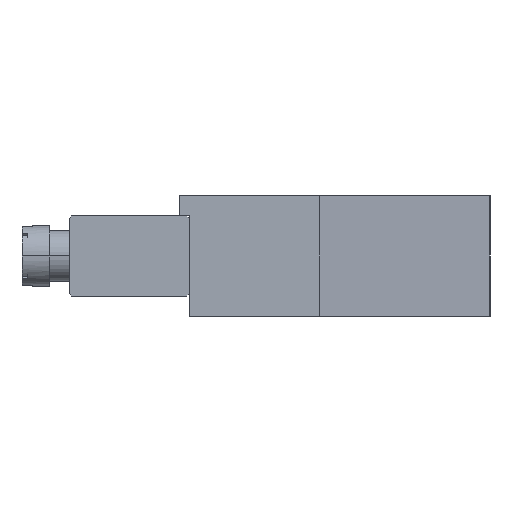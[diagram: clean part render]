
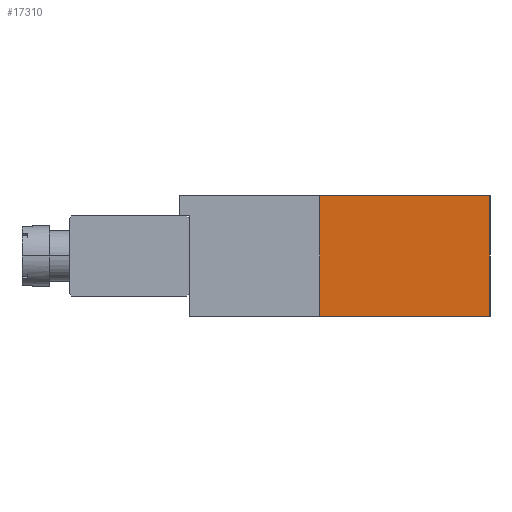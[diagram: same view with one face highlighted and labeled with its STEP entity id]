
A CAD part, left-side view. The second image highlights one B-rep face of the part: STEP entity #17310.
In plain terms, the highlighted planar face has unit normal (-0.62, -0.784, 0).
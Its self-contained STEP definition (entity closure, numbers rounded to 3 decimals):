
#1101 = EDGE_CURVE ( 'NONE', #16551, #18947, #23308, .T. ) ;
#1530 = DIRECTION ( 'NONE',  ( 0., 0., 1. ) ) ;
#2571 = CARTESIAN_POINT ( 'NONE',  ( -21.5, -30., -12. ) ) ;
#3731 = DIRECTION ( 'NONE',  ( -0.62, -0.784, 0. ) ) ;
#4101 = EDGE_CURVE ( 'NONE', #15927, #21238, #9936, .T. ) ;
#7019 = DIRECTION ( 'NONE',  ( 0., 0., 1. ) ) ;
#7975 = CARTESIAN_POINT ( 'NONE',  ( -21.5, -30., -12. ) ) ;
#8292 = CARTESIAN_POINT ( 'NONE',  ( -43., -13., -12. ) ) ;
#9286 = DIRECTION ( 'NONE',  ( 0.784, -0.62, 0. ) ) ;
#9473 = LINE ( 'NONE', #8292, #21024 ) ;
#9936 = LINE ( 'NONE', #24559, #15396 ) ;
#13244 = DIRECTION ( 'NONE',  ( 0.784, -0.62, 0. ) ) ;
#13273 = EDGE_CURVE ( 'NONE', #18947, #21238, #14185, .T. ) ;
#14185 = LINE ( 'NONE', #20957, #26188 ) ;
#14865 = AXIS2_PLACEMENT_3D ( 'NONE', #17503, #3731, #19799 ) ;
#15396 = VECTOR ( 'NONE', #13244, 1000. ) ;
#15927 = VERTEX_POINT ( 'NONE', #19384 ) ;
#16276 = ORIENTED_EDGE ( 'NONE', *, *, #22438, .F. ) ;
#16551 = VERTEX_POINT ( 'NONE', #17587 ) ;
#17007 = ORIENTED_EDGE ( 'NONE', *, *, #13273, .T. ) ;
#17310 = ADVANCED_FACE ( 'NONE', ( #20840 ), #24165, .T. ) ;
#17503 = CARTESIAN_POINT ( 'NONE',  ( -21.5, -30., -12. ) ) ;
#17587 = CARTESIAN_POINT ( 'NONE',  ( -43., -13., -12. ) ) ;
#18947 = VERTEX_POINT ( 'NONE', #7975 ) ;
#19384 = CARTESIAN_POINT ( 'NONE',  ( -43., -13., 0. ) ) ;
#19799 = DIRECTION ( 'NONE',  ( 0.784, -0.62, 0. ) ) ;
#20840 = FACE_OUTER_BOUND ( 'NONE', #27613, .T. ) ;
#20957 = CARTESIAN_POINT ( 'NONE',  ( -21.5, -30., -12. ) ) ;
#21024 = VECTOR ( 'NONE', #1530, 1000. ) ;
#21238 = VERTEX_POINT ( 'NONE', #28553 ) ;
#22326 = ORIENTED_EDGE ( 'NONE', *, *, #1101, .T. ) ;
#22438 = EDGE_CURVE ( 'NONE', #16551, #15927, #9473, .T. ) ;
#23308 = LINE ( 'NONE', #2571, #28483 ) ;
#24165 = PLANE ( 'NONE',  #14865 ) ;
#24559 = CARTESIAN_POINT ( 'NONE',  ( -21.5, -30., 0. ) ) ;
#26188 = VECTOR ( 'NONE', #7019, 1000. ) ;
#27482 = ORIENTED_EDGE ( 'NONE', *, *, #4101, .F. ) ;
#27613 = EDGE_LOOP ( 'NONE', ( #27482, #16276, #22326, #17007 ) ) ;
#28483 = VECTOR ( 'NONE', #9286, 1000. ) ;
#28553 = CARTESIAN_POINT ( 'NONE',  ( -21.5, -30., 0. ) ) ;
